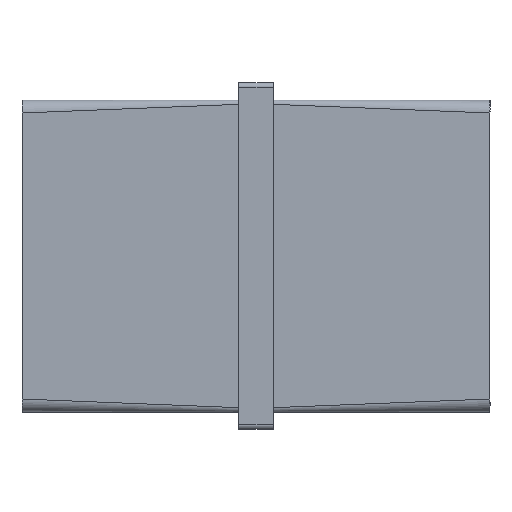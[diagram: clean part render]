
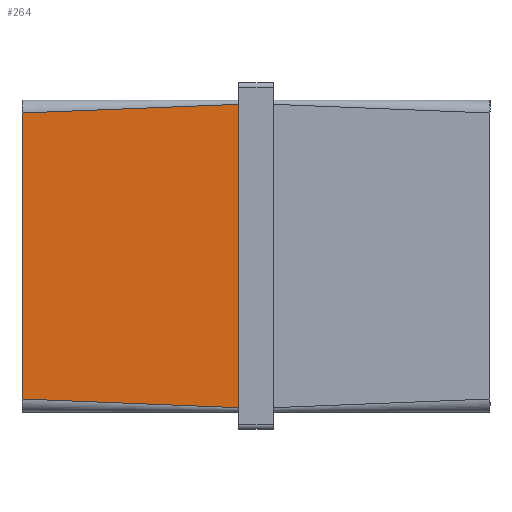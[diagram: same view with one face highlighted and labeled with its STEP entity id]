
A CAD part, front view. The second image highlights one B-rep face of the part: STEP entity #264.
In plain terms, the highlighted planar face has unit normal (0, -1, 0).
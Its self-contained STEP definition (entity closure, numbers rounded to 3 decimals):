
#20 = CARTESIAN_POINT ( 'NONE',  ( 25., -18., -18. ) ) ;
#58 = CARTESIAN_POINT ( 'NONE',  ( 25., -18., -17.5 ) ) ;
#77 = DIRECTION ( 'NONE',  ( 0., 0., -1. ) ) ;
#87 = CARTESIAN_POINT ( 'NONE',  ( 16.667, -18., 17.5 ) ) ;
#141 = DIRECTION ( 'NONE',  ( 0., 0., 1. ) ) ;
#183 = CARTESIAN_POINT ( 'NONE',  ( 0., -18., 16.5 ) ) ;
#225 = VERTEX_POINT ( 'NONE', #1263 ) ;
#264 = ADVANCED_FACE ( 'NONE', ( #692 ), #808, .F. ) ;
#268 = VERTEX_POINT ( 'NONE', #350 ) ;
#298 = AXIS2_PLACEMENT_3D ( 'NONE', #20, #464, #141 ) ;
#314 = ORIENTED_EDGE ( 'NONE', *, *, #1295, .T. ) ;
#350 = CARTESIAN_POINT ( 'NONE',  ( 0., -18., -16.5 ) ) ;
#389 = LINE ( 'NONE', #1075, #733 ) ;
#424 = VERTEX_POINT ( 'NONE', #644 ) ;
#464 = DIRECTION ( 'NONE',  ( 0., 1., 0. ) ) ;
#480 = ORIENTED_EDGE ( 'NONE', *, *, #979, .F. ) ;
#486 = EDGE_CURVE ( 'NONE', #268, #424, #1128, .T. ) ;
#589 = EDGE_CURVE ( 'NONE', #787, #225, #617, .T. ) ;
#617 = B_SPLINE_CURVE_WITH_KNOTS ( 'NONE', 3,
 ( #1386, #87, #732, #183 ),
 .UNSPECIFIED., .F., .F.,
 ( 4, 4 ),
 ( 0., 0.025 ),
 .UNSPECIFIED. ) ;
#635 = DIRECTION ( 'NONE',  ( 0., 0., -1. ) ) ;
#644 = CARTESIAN_POINT ( 'NONE',  ( 25., -18., -17.5 ) ) ;
#692 = FACE_OUTER_BOUND ( 'NONE', #1196, .T. ) ;
#732 = CARTESIAN_POINT ( 'NONE',  ( 8.333, -18., 16.5 ) ) ;
#733 = VECTOR ( 'NONE', #77, 1000. ) ;
#787 = VERTEX_POINT ( 'NONE', #921 ) ;
#803 = CARTESIAN_POINT ( 'NONE',  ( 16.667, -18., -17.5 ) ) ;
#808 = PLANE ( 'NONE',  #298 ) ;
#921 = CARTESIAN_POINT ( 'NONE',  ( 25., -18., 17.5 ) ) ;
#942 = LINE ( 'NONE', #1055, #1059 ) ;
#979 = EDGE_CURVE ( 'NONE', #787, #424, #389, .T. ) ;
#1055 = CARTESIAN_POINT ( 'NONE',  ( 0., -18., -18. ) ) ;
#1059 = VECTOR ( 'NONE', #635, 1000. ) ;
#1060 = CARTESIAN_POINT ( 'NONE',  ( 0., -18., -16.5 ) ) ;
#1075 = CARTESIAN_POINT ( 'NONE',  ( 25., -18., -18. ) ) ;
#1128 = B_SPLINE_CURVE_WITH_KNOTS ( 'NONE', 3,
 ( #1060, #1138, #803, #58 ),
 .UNSPECIFIED., .F., .F.,
 ( 4, 4 ),
 ( 0., 0.025 ),
 .UNSPECIFIED. ) ;
#1138 = CARTESIAN_POINT ( 'NONE',  ( 8.333, -18., -16.5 ) ) ;
#1196 = EDGE_LOOP ( 'NONE', ( #314, #1246, #480, #1296 ) ) ;
#1246 = ORIENTED_EDGE ( 'NONE', *, *, #486, .T. ) ;
#1263 = CARTESIAN_POINT ( 'NONE',  ( 0., -18., 16.5 ) ) ;
#1295 = EDGE_CURVE ( 'NONE', #225, #268, #942, .T. ) ;
#1296 = ORIENTED_EDGE ( 'NONE', *, *, #589, .T. ) ;
#1386 = CARTESIAN_POINT ( 'NONE',  ( 25., -18., 17.5 ) ) ;
